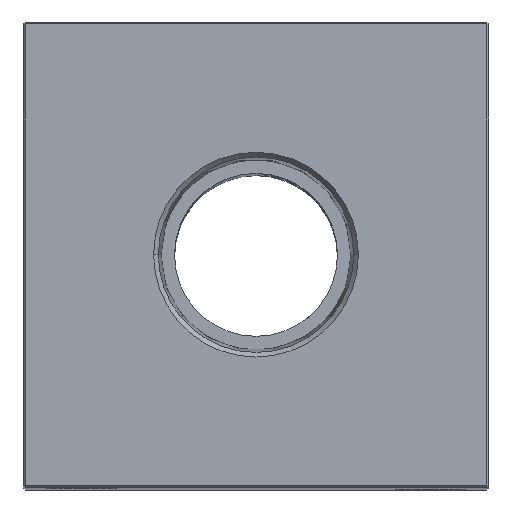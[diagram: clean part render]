
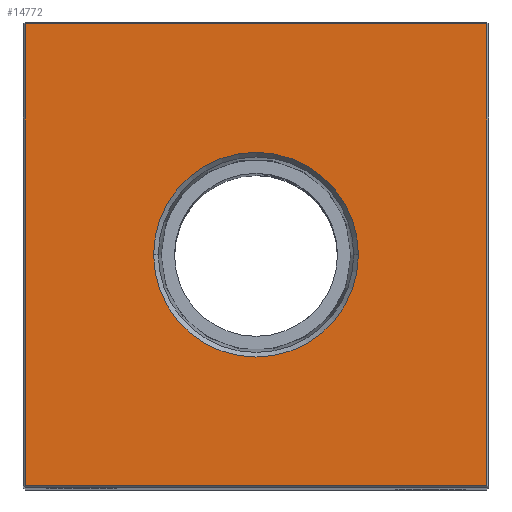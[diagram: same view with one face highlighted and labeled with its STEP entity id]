
A CAD part, top view. The second image highlights one B-rep face of the part: STEP entity #14772.
In plain terms, the highlighted planar face has unit normal (0, 0, 1).
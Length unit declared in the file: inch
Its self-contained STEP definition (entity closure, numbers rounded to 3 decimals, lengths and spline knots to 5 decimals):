
#737 = VERTEX_POINT ( 'NONE', #2006 ) ;
#1108 = LINE ( 'NONE', #18890, #17861 ) ;
#1493 = CARTESIAN_POINT ( 'NONE',  ( -1.24, 0., 8. ) ) ;
#1888 = EDGE_CURVE ( 'NONE', #9491, #13437, #2988, .T. ) ;
#2006 = CARTESIAN_POINT ( 'NONE',  ( -1.24, 1.24, 8. ) ) ;
#2051 = EDGE_LOOP ( 'NONE', ( #11608, #8690 ) ) ;
#2061 = DIRECTION ( 'NONE',  ( -1., 0., 0. ) ) ;
#2472 = CARTESIAN_POINT ( 'NONE',  ( 0., -1.24, 8. ) ) ;
#2655 = VECTOR ( 'NONE', #5568, 39.37008 ) ;
#2988 = CIRCLE ( 'NONE', #10149, 0.5499 ) ;
#3700 = CARTESIAN_POINT ( 'NONE',  ( 1.24, -1.24, 8. ) ) ;
#4207 = CARTESIAN_POINT ( 'NONE',  ( -0.5499, 0., 8. ) ) ;
#5568 = DIRECTION ( 'NONE',  ( 0., -1., 0. ) ) ;
#5777 = CARTESIAN_POINT ( 'NONE',  ( 0., 0., 8. ) ) ;
#8018 = CARTESIAN_POINT ( 'NONE',  ( -1.24, -1.24, 8. ) ) ;
#8421 = VERTEX_POINT ( 'NONE', #3700 ) ;
#8467 = ORIENTED_EDGE ( 'NONE', *, *, #11266, .T. ) ;
#8690 = ORIENTED_EDGE ( 'NONE', *, *, #1888, .F. ) ;
#8865 = DIRECTION ( 'NONE',  ( 0., 1., 0. ) ) ;
#9491 = VERTEX_POINT ( 'NONE', #4207 ) ;
#9594 = PLANE ( 'NONE',  #12657 ) ;
#10149 = AXIS2_PLACEMENT_3D ( 'NONE', #10363, #22271, #12587 ) ;
#10363 = CARTESIAN_POINT ( 'NONE',  ( 0., 0., 8. ) ) ;
#10476 = DIRECTION ( 'NONE',  ( 1., 0., 0. ) ) ;
#10515 = AXIS2_PLACEMENT_3D ( 'NONE', #12412, #20590, #12292 ) ;
#10804 = VECTOR ( 'NONE', #2061, 39.37008 ) ;
#11266 = EDGE_CURVE ( 'NONE', #737, #15880, #23785, .T. ) ;
#11608 = ORIENTED_EDGE ( 'NONE', *, *, #13116, .F. ) ;
#12059 = LINE ( 'NONE', #20109, #10804 ) ;
#12292 = DIRECTION ( 'NONE',  ( 1., 0., 0. ) ) ;
#12412 = CARTESIAN_POINT ( 'NONE',  ( 0., 0., 8. ) ) ;
#12587 = DIRECTION ( 'NONE',  ( 1., 0., 0. ) ) ;
#12657 = AXIS2_PLACEMENT_3D ( 'NONE', #5777, #19619, #25969 ) ;
#13116 = EDGE_CURVE ( 'NONE', #13437, #9491, #19396, .T. ) ;
#13437 = VERTEX_POINT ( 'NONE', #21228 ) ;
#13924 = FACE_BOUND ( 'NONE', #2051, .T. ) ;
#14772 = ADVANCED_FACE ( 'NONE', ( #23596, #13924 ), #9594, .F. ) ;
#15880 = VERTEX_POINT ( 'NONE', #8018 ) ;
#15962 = EDGE_CURVE ( 'NONE', #15880, #8421, #22633, .T. ) ;
#16379 = EDGE_CURVE ( 'NONE', #8421, #18404, #1108, .T. ) ;
#16960 = CARTESIAN_POINT ( 'NONE',  ( 1.24, 1.24, 8. ) ) ;
#17861 = VECTOR ( 'NONE', #8865, 39.37008 ) ;
#18404 = VERTEX_POINT ( 'NONE', #16960 ) ;
#18890 = CARTESIAN_POINT ( 'NONE',  ( 1.24, 0., 8. ) ) ;
#19396 = CIRCLE ( 'NONE', #10515, 0.5499 ) ;
#19619 = DIRECTION ( 'NONE',  ( 0., 0., -1. ) ) ;
#20109 = CARTESIAN_POINT ( 'NONE',  ( 0., 1.24, 8. ) ) ;
#20590 = DIRECTION ( 'NONE',  ( 0., 0., 1. ) ) ;
#21228 = CARTESIAN_POINT ( 'NONE',  ( 0.5499, 0., 8. ) ) ;
#21513 = ORIENTED_EDGE ( 'NONE', *, *, #22561, .T. ) ;
#21824 = ORIENTED_EDGE ( 'NONE', *, *, #15962, .T. ) ;
#22271 = DIRECTION ( 'NONE',  ( 0., 0., 1. ) ) ;
#22526 = ORIENTED_EDGE ( 'NONE', *, *, #16379, .T. ) ;
#22561 = EDGE_CURVE ( 'NONE', #18404, #737, #12059, .T. ) ;
#22633 = LINE ( 'NONE', #2472, #23783 ) ;
#23596 = FACE_OUTER_BOUND ( 'NONE', #25443, .T. ) ;
#23783 = VECTOR ( 'NONE', #10476, 39.37008 ) ;
#23785 = LINE ( 'NONE', #1493, #2655 ) ;
#25443 = EDGE_LOOP ( 'NONE', ( #8467, #21824, #22526, #21513 ) ) ;
#25969 = DIRECTION ( 'NONE',  ( -1., 0., 0. ) ) ;
